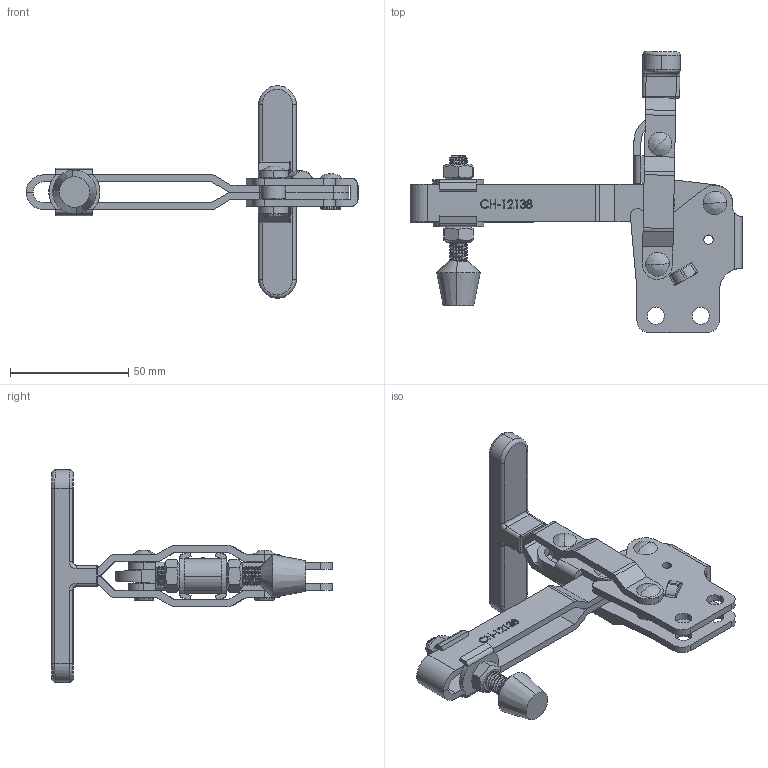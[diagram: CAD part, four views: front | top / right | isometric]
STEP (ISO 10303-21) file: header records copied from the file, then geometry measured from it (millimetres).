
FILE_DESCRIPTION (( 'STEP AP203' ), '1' );
FILE_NAME ('CH-12138.STEP', '2010-06-05T07:26:18', ( '微软用户' ), ( '微软中国' ), 'SwSTEP 2.0', 'SolidWorks 2008', '' );
FILE_SCHEMA (( 'CONFIG_CONTROL_DESIGN' ));
Length unit declared in the file: millimetre
Products named in the file (11): CH-12138-02 LONG U-BAR_默认; CH-FW-516_默认; CH-12130-08_默认; CH-12138; CH-12145-01 STRAIGHT BASE_默认; CH-12130-04 CONNECTING-PLATE_默认; CH-12130-05_默认; CH-12130-06_默认; CH-FC-56212 SPINDLE SUPPLIED_默认; CH-FC-56212 Nut_默认; CH-12148-03 T-HANDLE_默认
Assembly tree (14 placements, depth 2):
  CH-12138
    CH-12130-05_默认
    CH-12130-08_默认  x2
    CH-12148-03 T-HANDLE_默认
    CH-12130-04 CONNECTING-PLATE_默认
    CH-FC-56212 Nut_默认  x2
    CH-12138-02 LONG U-BAR_默认
    CH-FW-516_默认  x2
    CH-12130-06_默认  x2
    CH-12145-01 STRAIGHT BASE_默认
    CH-FC-56212 SPINDLE SUPPLIED_默认
Bounding box: 140.65 x 119.07 x 90 mm (x, y, z)
Volume: 59056.8 mm3; surface area: 42959.2 mm2
Topology: 16 solids, 16 shells, 844 faces, 2242 edges, 1454 vertices
Faces by surface type: plane 305, cylinder 258, bspline 192, torus 46, cone 43
Entity records: 35741 total; most frequent: CARTESIAN_POINT 16761, ORIENTED_EDGE 4088, DIRECTION 3062, EDGE_CURVE 2044, VERTEX_POINT 1338, LINE 1076, VECTOR 1076, AXIS2_PLACEMENT_3D 993
